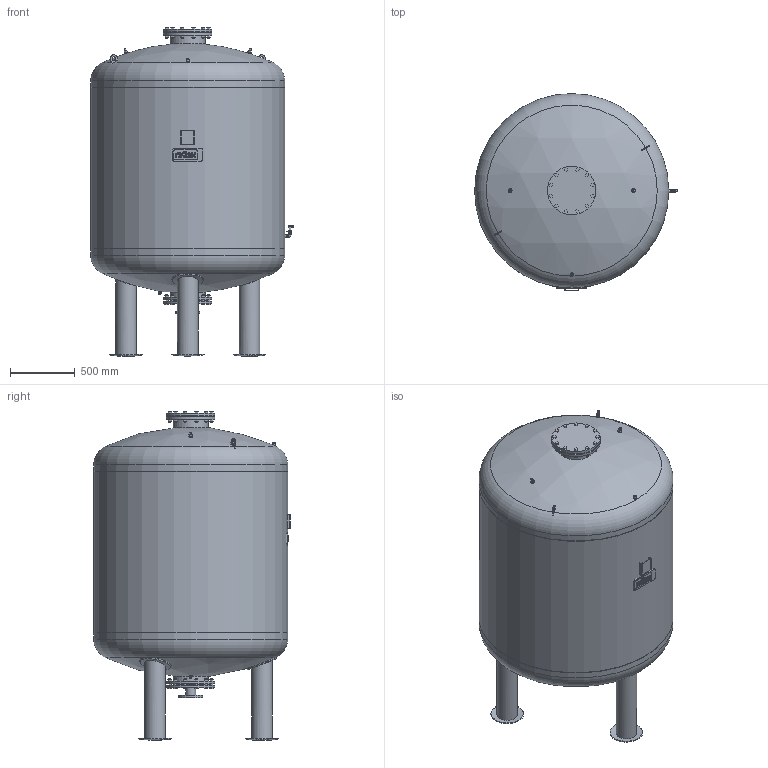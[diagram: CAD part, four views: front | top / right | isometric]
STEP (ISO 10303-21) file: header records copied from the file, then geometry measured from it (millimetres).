
FILE_DESCRIPTION(/* description */ (''),/* implementation_level */ '2;1');
FILE_NAME(/* name */ '3d_ReflexomatRF3000_10bar-8653505.stp',/* time_stamp */ '2017-01-18T08:18:43+01:00',/* author */ ('Andrzej'),/* organization */ (''),/* preprocessor_version */ 'ST-DEVELOPER v15.5',/* originating_system */ 'AutoCAD Mechanical',/* authorisation */ '');
FILE_SCHEMA (('AUTOMOTIVE_DESIGN { 1 0 10303 214 3 1 1 }'));
Length unit declared in the file: millimetre
Products named in the file (1): Product
Bounding box: 1566 x 1520 x 2538.45 mm (x, y, z)
Volume: 3108561163.7 mm3; surface area: 20559136.4 mm2
Topology: 26 solids, 26 shells, 840 faces, 2035 edges, 1338 vertices
Faces by surface type: plane 580, cylinder 188, cone 41, sphere 12, bspline 10, torus 9
Full cylindrical faces by diameter (mm): 3 x1, 3.5 x1, 14.95 x1, 15.6 x2, 16 x48, 18 x8, 18.5 x1, 19 x1, 20 x3, 21.3 x3, 24 x1, 26 x1, 28 x2, 30 x4, 70.3 x1, 76.1 x1, 159 x3, 185 x1, 260.4 x2, 272.4 x1, 273 x1, 375 x4, 1500 x3
Entity records: 24413 total; most frequent: CARTESIAN_POINT 4947, DIRECTION 3951, ORIENTED_EDGE 3724, EDGE_CURVE 1862, LINE 1355, VECTOR 1355, VERTEX_POINT 1312, AXIS2_PLACEMENT_3D 1298
